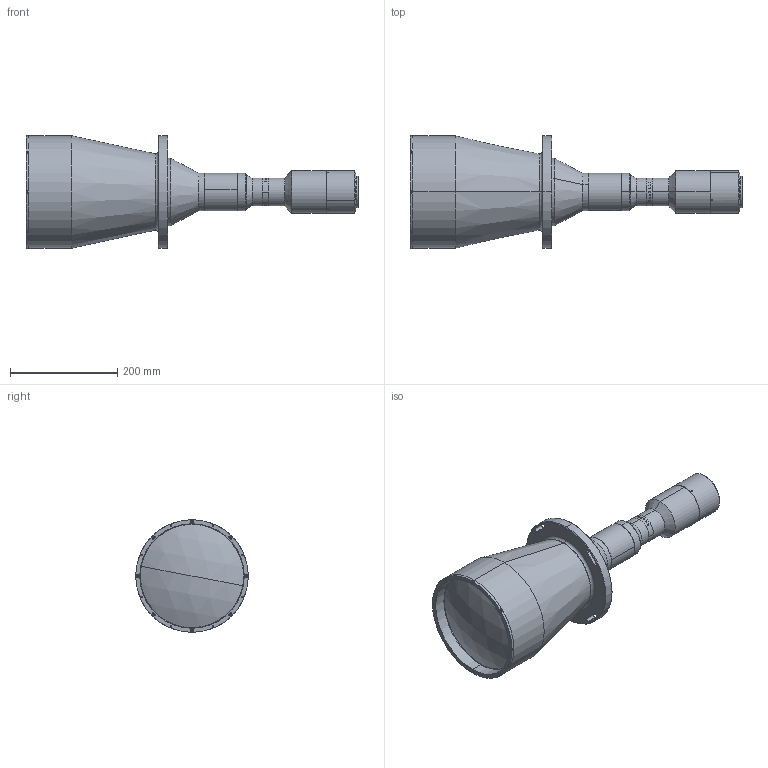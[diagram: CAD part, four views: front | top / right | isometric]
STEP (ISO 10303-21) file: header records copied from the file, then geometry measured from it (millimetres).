
FILE_DESCRIPTION (( 'STEP AP203' ), '1' );
FILE_NAME ('XF-PTL18244-M58-11.48.STEP', '2019-07-23T05:51:49', ( 'puyufan' ), ( '' ), 'SwSTEP 2.0', 'SolidWorks 2014', '' );
FILE_SCHEMA (( 'CONFIG_CONTROL_DESIGN' ));
Length unit declared in the file: millimetre
Products named in the file (1): XF-PTL18244-M58-11.48
Bounding box: 619.89 x 210 x 210 mm (x, y, z)
Surface area: 377238 mm2 (no closed solid volume)
Topology: 0 solids, 37 shells, 256 faces, 1211 edges, 979 vertices
Faces by surface type: cylinder 125, plane 73, cone 48, torus 8, sphere 2
Entity records: 17179 total; most frequent: CARTESIAN_POINT 7551, DIRECTION 1987, ORIENTED_EDGE 1699, EDGE_CURVE 1199, VERTEX_POINT 979, AXIS2_PLACEMENT_3D 759, CIRCLE 502, VECTOR 469
